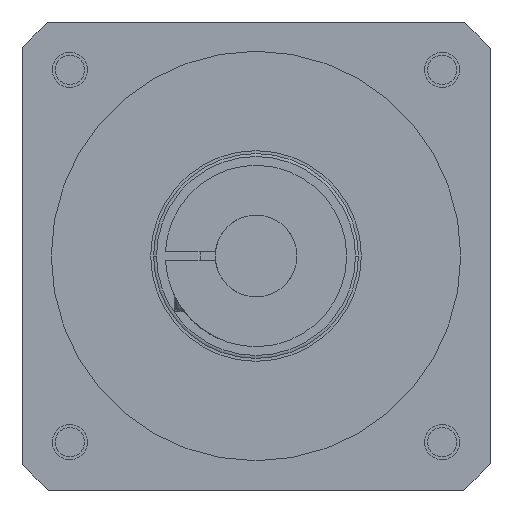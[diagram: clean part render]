
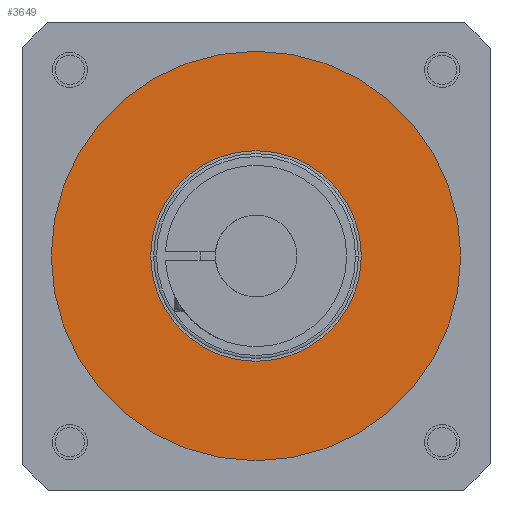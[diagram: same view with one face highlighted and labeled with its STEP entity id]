
A CAD part, left-side view. The second image highlights one B-rep face of the part: STEP entity #3649.
In plain terms, the highlighted planar face has unit normal (-1, 0, 0).
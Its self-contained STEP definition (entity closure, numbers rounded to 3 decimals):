
#941=CARTESIAN_POINT('',(6.1,0.,0.));
#942=DIRECTION('',(-1.,0.,0.));
#943=DIRECTION('',(0.,1.,0.));
#944=AXIS2_PLACEMENT_3D('',#941,#942,#943);
#950=CARTESIAN_POINT('',(6.1,0.,0.));
#951=DIRECTION('',(1.,0.,0.));
#952=DIRECTION('',(0.,1.,0.));
#953=AXIS2_PLACEMENT_3D('',#950,#951,#952);
#959=CARTESIAN_POINT('',(6.1,0.,0.));
#960=DIRECTION('',(-1.,0.,0.));
#961=DIRECTION('',(0.,1.,0.));
#962=AXIS2_PLACEMENT_3D('',#959,#960,#961);
#964=CARTESIAN_POINT('',(6.1,0.,0.));
#965=DIRECTION('',(1.,0.,0.));
#966=DIRECTION('',(0.,1.,0.));
#967=AXIS2_PLACEMENT_3D('',#964,#965,#966);
#1994=CARTESIAN_POINT('',(6.1,-18.,0.));
#1996=VERTEX_POINT('',#1994);
#1998=CARTESIAN_POINT('',(6.1,18.,0.));
#2000=VERTEX_POINT('',#1998);
#2006=CARTESIAN_POINT('',(6.1,35.,0.));
#2007=CARTESIAN_POINT('',(6.1,-35.,0.));
#2008=VERTEX_POINT('',#2006);
#2009=VERTEX_POINT('',#2007);
#3634=CARTESIAN_POINT('',(6.1,0.,0.));
#3635=DIRECTION('',(1.,0.,0.));
#3636=DIRECTION('',(0.,1.,0.));
#3637=AXIS2_PLACEMENT_3D('',#3634,#3635,#3636);
#3638=PLANE('',#3637);
#3639=ORIENTED_EDGE('',*,*,#3628,.T.);
#3640=ORIENTED_EDGE('',*,*,#3614,.F.);
#3641=EDGE_LOOP('',(#3639,#3640));
#3642=FACE_OUTER_BOUND('',#3641,.F.);
#3644=ORIENTED_EDGE('',*,*,#3643,.T.);
#3646=ORIENTED_EDGE('',*,*,#3645,.F.);
#3647=EDGE_LOOP('',(#3644,#3646));
#3648=FACE_BOUND('',#3647,.F.);
#945=CIRCLE('',#944,35.);
#954=CIRCLE('',#953,35.);
#963=CIRCLE('',#962,18.);
#968=CIRCLE('',#967,18.);
#3614=EDGE_CURVE('',#2008,#2009,#945,.T.);
#3628=EDGE_CURVE('',#2008,#2009,#954,.T.);
#3643=EDGE_CURVE('',#2000,#1996,#963,.T.);
#3645=EDGE_CURVE('',#2000,#1996,#968,.T.);
#3649=ADVANCED_FACE('',(#3642,#3648),#3638,.F.);
